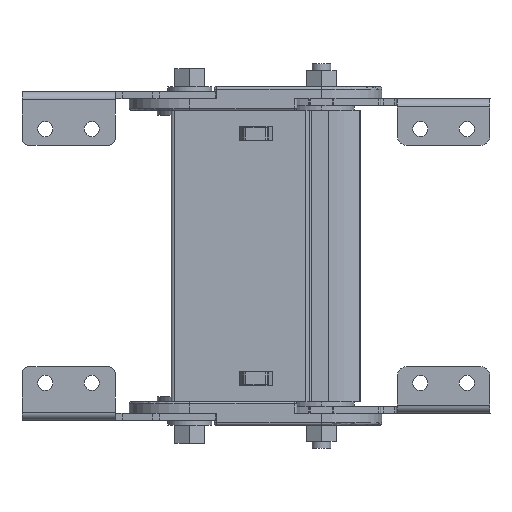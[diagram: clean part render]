
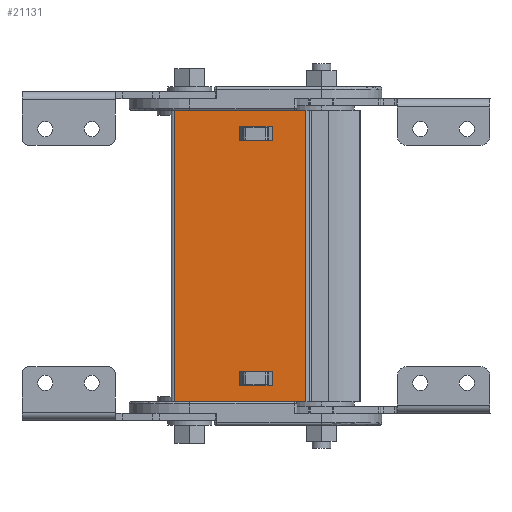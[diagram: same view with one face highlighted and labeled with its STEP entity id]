
A CAD part, front view. The second image highlights one B-rep face of the part: STEP entity #21131.
In plain terms, the highlighted planar face has unit normal (0, -1, 0).
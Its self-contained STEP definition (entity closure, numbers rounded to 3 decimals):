
#116 = CARTESIAN_POINT ( 'NONE',  ( -40.833, 71.004, 46.084 ) ) ;
#320 = CARTESIAN_POINT ( 'NONE',  ( -26.833, 71.004, 46.084 ) ) ;
#439 = EDGE_CURVE ( 'NONE', #29104, #24338, #49043, .T. ) ;
#773 = LINE ( 'NONE', #48881, #23223 ) ;
#1103 = VECTOR ( 'NONE', #47415, 1000. ) ;
#1295 = VECTOR ( 'NONE', #28806, 1000. ) ;
#2194 = ORIENTED_EDGE ( 'NONE', *, *, #47941, .T. ) ;
#2610 = CARTESIAN_POINT ( 'NONE',  ( -26.833, 71.004, 39.784 ) ) ;
#2993 = LINE ( 'NONE', #14683, #27846 ) ;
#3074 = VECTOR ( 'NONE', #5778, 1000. ) ;
#4711 = DIRECTION ( 'NONE',  ( 0., 1., 0. ) ) ;
#5314 = VECTOR ( 'NONE', #20197, 1000. ) ;
#5692 = VERTEX_POINT ( 'NONE', #13615 ) ;
#5778 = DIRECTION ( 'NONE',  ( 0., 0., 1. ) ) ;
#5791 = CARTESIAN_POINT ( 'NONE',  ( -40.833, 71.004, -65.416 ) ) ;
#5843 = ORIENTED_EDGE ( 'NONE', *, *, #439, .F. ) ;
#6398 = CARTESIAN_POINT ( 'NONE',  ( -40.833, 71.004, -59.116 ) ) ;
#8583 = DIRECTION ( 'NONE',  ( 0., 0., -1. ) ) ;
#8645 = CARTESIAN_POINT ( 'NONE',  ( -43.833, 71.004, -72.166 ) ) ;
#8881 = ORIENTED_EDGE ( 'NONE', *, *, #12597, .F. ) ;
#8997 = CARTESIAN_POINT ( 'NONE',  ( -43.833, 71.004, 52.834 ) ) ;
#9571 = VECTOR ( 'NONE', #9818, 1000. ) ;
#9818 = DIRECTION ( 'NONE',  ( 1., 0., 0. ) ) ;
#10164 = VECTOR ( 'NONE', #43845, 1000. ) ;
#10291 = VERTEX_POINT ( 'NONE', #2610 ) ;
#10398 = VERTEX_POINT ( 'NONE', #10723 ) ;
#10723 = CARTESIAN_POINT ( 'NONE',  ( -68.813, 71.004, -72.166 ) ) ;
#10853 = EDGE_LOOP ( 'NONE', ( #2194, #17757, #45796, #35496 ) ) ;
#11250 = ORIENTED_EDGE ( 'NONE', *, *, #38515, .T. ) ;
#12427 = VERTEX_POINT ( 'NONE', #116 ) ;
#12597 = EDGE_CURVE ( 'NONE', #24338, #21497, #35720, .T. ) ;
#13615 = CARTESIAN_POINT ( 'NONE',  ( -40.833, 71.004, -59.116 ) ) ;
#14683 = CARTESIAN_POINT ( 'NONE',  ( -40.833, 71.004, -59.116 ) ) ;
#15517 = VERTEX_POINT ( 'NONE', #320 ) ;
#16208 = CARTESIAN_POINT ( 'NONE',  ( -26.833, 71.004, -59.116 ) ) ;
#17313 = VERTEX_POINT ( 'NONE', #26053 ) ;
#17377 = ORIENTED_EDGE ( 'NONE', *, *, #34153, .T. ) ;
#17757 = ORIENTED_EDGE ( 'NONE', *, *, #27474, .F. ) ;
#17989 = LINE ( 'NONE', #6398, #33728 ) ;
#18279 = LINE ( 'NONE', #8997, #1295 ) ;
#19364 = EDGE_LOOP ( 'NONE', ( #33116, #8881, #5843, #24984 ) ) ;
#20197 = DIRECTION ( 'NONE',  ( -1., 0., 0. ) ) ;
#20605 = CARTESIAN_POINT ( 'NONE',  ( -12.613, 71.004, 134.453 ) ) ;
#21131 = ADVANCED_FACE ( 'NONE', ( #22236, #24667, #43430 ), #28075, .F. ) ;
#21497 = VERTEX_POINT ( 'NONE', #16208 ) ;
#21989 = LINE ( 'NONE', #20605, #49904 ) ;
#22236 = FACE_BOUND ( 'NONE', #42155, .T. ) ;
#22763 = DIRECTION ( 'NONE',  ( 0., 0., -1. ) ) ;
#23223 = VECTOR ( 'NONE', #29709, 1000. ) ;
#23896 = EDGE_CURVE ( 'NONE', #45747, #17313, #21989, .T. ) ;
#23997 = EDGE_CURVE ( 'NONE', #12427, #15517, #773, .T. ) ;
#24220 = CARTESIAN_POINT ( 'NONE',  ( -43.833, 71.004, 52.834 ) ) ;
#24338 = VERTEX_POINT ( 'NONE', #30556 ) ;
#24621 = CARTESIAN_POINT ( 'NONE',  ( -40.833, 71.004, 39.784 ) ) ;
#24667 = FACE_OUTER_BOUND ( 'NONE', #10853, .T. ) ;
#24984 = ORIENTED_EDGE ( 'NONE', *, *, #33284, .F. ) ;
#25355 = CARTESIAN_POINT ( 'NONE',  ( -12.613, 71.004, 52.834 ) ) ;
#25381 = VECTOR ( 'NONE', #35986, 1000. ) ;
#26053 = CARTESIAN_POINT ( 'NONE',  ( -12.613, 71.004, -72.166 ) ) ;
#26658 = VERTEX_POINT ( 'NONE', #45559 ) ;
#27474 = EDGE_CURVE ( 'NONE', #17313, #10398, #45427, .T. ) ;
#27839 = VERTEX_POINT ( 'NONE', #46277 ) ;
#27846 = VECTOR ( 'NONE', #49118, 1000. ) ;
#27889 = CARTESIAN_POINT ( 'NONE',  ( -26.833, 71.004, -59.116 ) ) ;
#28075 = PLANE ( 'NONE',  #28924 ) ;
#28806 = DIRECTION ( 'NONE',  ( -1., 0., 0. ) ) ;
#28924 = AXIS2_PLACEMENT_3D ( 'NONE', #24220, #4711, #8583 ) ;
#29104 = VERTEX_POINT ( 'NONE', #34527 ) ;
#29709 = DIRECTION ( 'NONE',  ( 1., 0., 0. ) ) ;
#30556 = CARTESIAN_POINT ( 'NONE',  ( -26.833, 71.004, -65.416 ) ) ;
#31560 = CARTESIAN_POINT ( 'NONE',  ( -40.833, 71.004, 39.784 ) ) ;
#32117 = DIRECTION ( 'NONE',  ( 0., 0., -1. ) ) ;
#33116 = ORIENTED_EDGE ( 'NONE', *, *, #40127, .F. ) ;
#33235 = LINE ( 'NONE', #31560, #5314 ) ;
#33284 = EDGE_CURVE ( 'NONE', #5692, #29104, #2993, .T. ) ;
#33728 = VECTOR ( 'NONE', #39321, 1000. ) ;
#34153 = EDGE_CURVE ( 'NONE', #15517, #10291, #41711, .T. ) ;
#34527 = CARTESIAN_POINT ( 'NONE',  ( -40.833, 71.004, -65.416 ) ) ;
#35496 = ORIENTED_EDGE ( 'NONE', *, *, #43640, .T. ) ;
#35720 = LINE ( 'NONE', #27889, #1103 ) ;
#35986 = DIRECTION ( 'NONE',  ( -1., 0., 0. ) ) ;
#38515 = EDGE_CURVE ( 'NONE', #10291, #27839, #33235, .T. ) ;
#39321 = DIRECTION ( 'NONE',  ( -1., 0., 0. ) ) ;
#40127 = EDGE_CURVE ( 'NONE', #21497, #5692, #17989, .T. ) ;
#41711 = LINE ( 'NONE', #47773, #10164 ) ;
#41927 = LINE ( 'NONE', #45992, #46823 ) ;
#42155 = EDGE_LOOP ( 'NONE', ( #11250, #46584, #43419, #17377 ) ) ;
#43419 = ORIENTED_EDGE ( 'NONE', *, *, #23997, .T. ) ;
#43430 = FACE_BOUND ( 'NONE', #19364, .T. ) ;
#43640 = EDGE_CURVE ( 'NONE', #45747, #26658, #18279, .T. ) ;
#43845 = DIRECTION ( 'NONE',  ( 0., 0., -1. ) ) ;
#45427 = LINE ( 'NONE', #8645, #25381 ) ;
#45559 = CARTESIAN_POINT ( 'NONE',  ( -68.813, 71.004, 52.834 ) ) ;
#45747 = VERTEX_POINT ( 'NONE', #25355 ) ;
#45796 = ORIENTED_EDGE ( 'NONE', *, *, #23896, .F. ) ;
#45992 = CARTESIAN_POINT ( 'NONE',  ( -68.813, 71.004, 134.453 ) ) ;
#46277 = CARTESIAN_POINT ( 'NONE',  ( -40.833, 71.004, 39.784 ) ) ;
#46584 = ORIENTED_EDGE ( 'NONE', *, *, #49290, .T. ) ;
#46823 = VECTOR ( 'NONE', #22763, 1000. ) ;
#47415 = DIRECTION ( 'NONE',  ( 0., 0., 1. ) ) ;
#47773 = CARTESIAN_POINT ( 'NONE',  ( -26.833, 71.004, 39.784 ) ) ;
#47941 = EDGE_CURVE ( 'NONE', #26658, #10398, #41927, .T. ) ;
#47998 = LINE ( 'NONE', #24621, #3074 ) ;
#48881 = CARTESIAN_POINT ( 'NONE',  ( -40.833, 71.004, 46.084 ) ) ;
#49043 = LINE ( 'NONE', #5791, #9571 ) ;
#49118 = DIRECTION ( 'NONE',  ( 0., 0., -1. ) ) ;
#49290 = EDGE_CURVE ( 'NONE', #27839, #12427, #47998, .T. ) ;
#49904 = VECTOR ( 'NONE', #32117, 1000. ) ;
